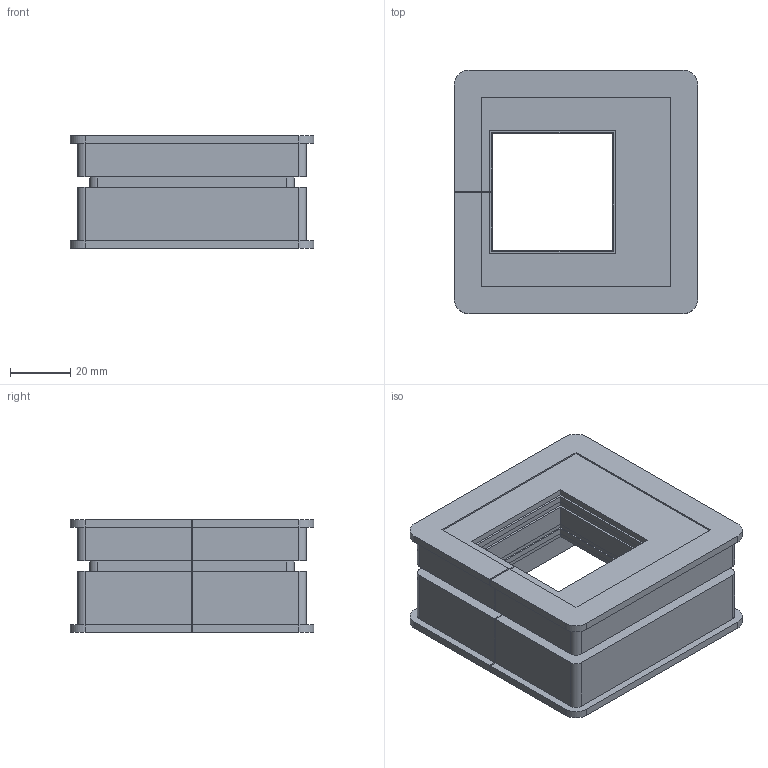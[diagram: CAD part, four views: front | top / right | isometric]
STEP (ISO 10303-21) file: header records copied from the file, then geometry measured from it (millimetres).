
FILE_DESCRIPTION(('STEP AP242'),'1');
FILE_NAME('42370.stp','2020-06-03T13:00:25',('TraceParts'),('TraceParts S.A.'),'Spatial InterOp 3D',' ',' ');
FILE_SCHEMA(('AP242_MANAGED_MODEL_BASED_3D_ENGINEERING_MIM_LF {1 0 10303 442 1 1 4}'));
Length unit declared in the file: millimetre
Products named in the file (1): 42370
Bounding box: 81 x 81 x 37.5 mm (x, y, z)
Volume: 111743.7 mm3; surface area: 33622.6 mm2
Topology: 1 solids, 1 shells, 109 faces, 319 edges, 212 vertices
Faces by surface type: plane 89, cylinder 20
Entity records: 4474 total; most frequent: CARTESIAN_POINT 641, ORIENTED_EDGE 638, DIRECTION 579, EDGE_CURVE 319, LINE 279, VECTOR 279, VERTEX_POINT 212, AXIS2_PLACEMENT_3D 150
